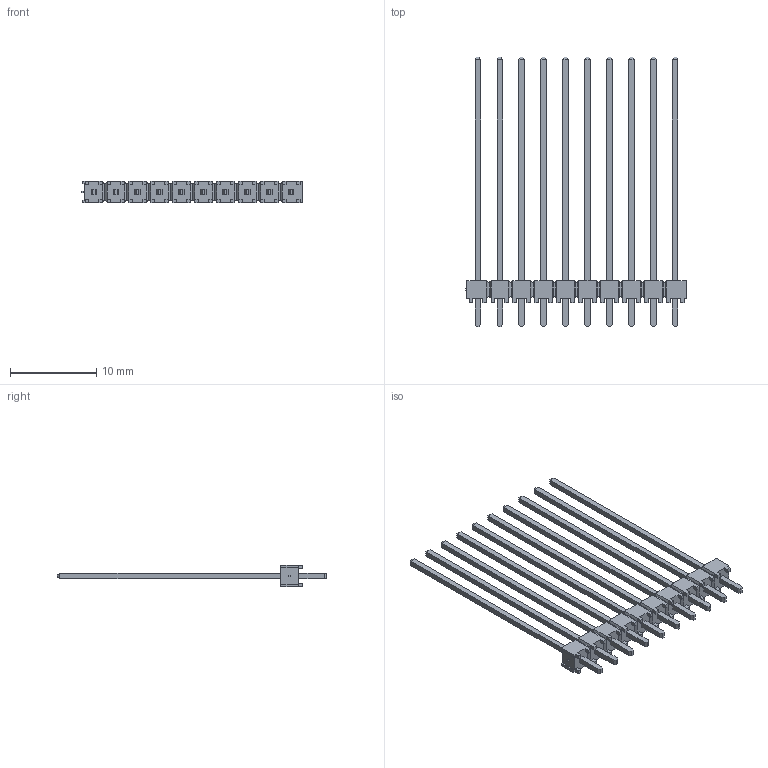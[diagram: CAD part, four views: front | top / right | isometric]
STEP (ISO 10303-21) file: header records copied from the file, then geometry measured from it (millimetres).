
FILE_DESCRIPTION(/* description */ ('STEP AP242','CAx-IF Rec.Pracs.---Representation and Presentation of Product Manufacturing Information (PMI)---4.0---2014-10-13','CAx-IF Rec.Pracs.---3D Tessellated Geometry---0.4---2014-09-14','2;1'),/* implementation_level */ '2;1');
FILE_NAME(/* name */ 'TSW-110-20-L-S',/* time_stamp */ '2025-10-26T18:25:02+01:00',/* author */ ('License CC BY-ND 4.0'),/* organization */ ('CADENAS'),/* preprocessor_version */ 'ST-DEVELOPER v19.3',/* originating_system */ 'PARTsolutions',/* authorisation */ ' ');
FILE_SCHEMA (('AP242_MANAGED_MODEL_BASED_3D_ENGINEERING_MIM_LF { 1 0 10303 442 1 1 4 }'));
Length unit declared in the file: inch
Products named in the file (3): TSW-110-20-L-S; TSW-110-20-L-S_body; T-1S6-13-TSW-1-20-10-S
Assembly tree (2 placements, depth 2):
  TSW-110-20-L-S
    TSW-110-20-L-S_body
    T-1S6-13-TSW-1-20-10-S
Bounding box: 25.53 x 31.24 x 2.54 mm (x, y, z)
Volume: 247.2 mm3; surface area: 1166.2 mm2
Topology: 2 solids, 2 shells, 507 faces, 1298 edges, 816 vertices
Faces by surface type: plane 507
Entity records: 14938 total; most frequent: CARTESIAN_POINT 2624, ORIENTED_EDGE 2596, DIRECTION 2318, EDGE_CURVE 1298, LINE 1298, VECTOR 1298, VERTEX_POINT 816, EDGE_LOOP 548
